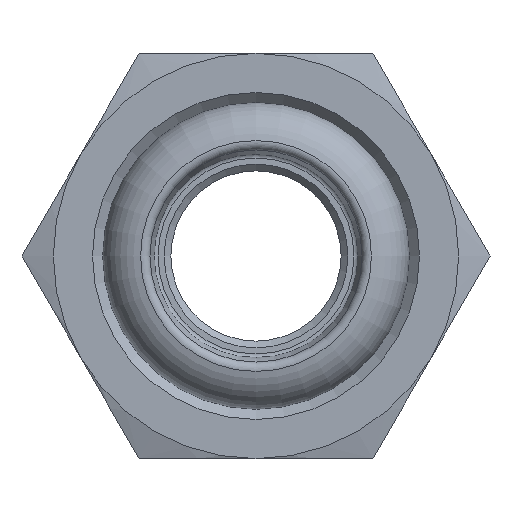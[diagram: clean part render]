
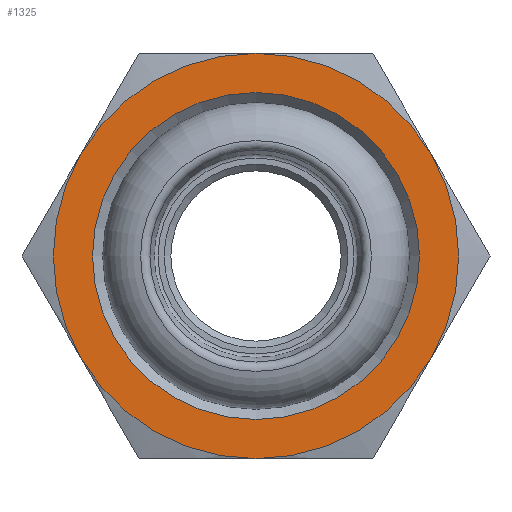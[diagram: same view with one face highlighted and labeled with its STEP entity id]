
A CAD part, front view. The second image highlights one B-rep face of the part: STEP entity #1325.
In plain terms, the highlighted planar face has unit normal (0, -1, 0).
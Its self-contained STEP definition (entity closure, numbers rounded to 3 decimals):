
#105=FACE_BOUND('',#360,.T.);
#123=PLANE('',#1491);
#268=FACE_OUTER_BOUND('',#359,.T.);
#359=EDGE_LOOP('',(#1059,#1060,#1061,#1062,#1063,#1064));
#360=EDGE_LOOP('',(#1065));
#469=CIRCLE('',#1490,12.1);
#470=CIRCLE('',#1492,15.);
#471=CIRCLE('',#1493,15.);
#472=CIRCLE('',#1494,15.);
#473=CIRCLE('',#1495,15.);
#474=CIRCLE('',#1496,15.);
#475=CIRCLE('',#1497,15.);
#596=VERTEX_POINT('',#2301);
#597=VERTEX_POINT('',#2305);
#598=VERTEX_POINT('',#2306);
#599=VERTEX_POINT('',#2308);
#600=VERTEX_POINT('',#2310);
#601=VERTEX_POINT('',#2312);
#602=VERTEX_POINT('',#2314);
#762=EDGE_CURVE('',#596,#596,#469,.T.);
#764=EDGE_CURVE('',#597,#598,#470,.T.);
#765=EDGE_CURVE('',#599,#597,#471,.T.);
#766=EDGE_CURVE('',#600,#599,#472,.T.);
#767=EDGE_CURVE('',#601,#600,#473,.T.);
#768=EDGE_CURVE('',#602,#601,#474,.T.);
#769=EDGE_CURVE('',#598,#602,#475,.T.);
#1059=ORIENTED_EDGE('',*,*,#764,.F.);
#1060=ORIENTED_EDGE('',*,*,#765,.F.);
#1061=ORIENTED_EDGE('',*,*,#766,.F.);
#1062=ORIENTED_EDGE('',*,*,#767,.F.);
#1063=ORIENTED_EDGE('',*,*,#768,.F.);
#1064=ORIENTED_EDGE('',*,*,#769,.F.);
#1065=ORIENTED_EDGE('',*,*,#762,.F.);
#1325=ADVANCED_FACE('',(#268,#105),#123,.T.);
#1490=AXIS2_PLACEMENT_3D('',#2302,#1815,#1816);
#1491=AXIS2_PLACEMENT_3D('',#2304,#1818,#1819);
#1492=AXIS2_PLACEMENT_3D('',#2307,#1820,#1821);
#1493=AXIS2_PLACEMENT_3D('',#2309,#1822,#1823);
#1494=AXIS2_PLACEMENT_3D('',#2311,#1824,#1825);
#1495=AXIS2_PLACEMENT_3D('',#2313,#1826,#1827);
#1496=AXIS2_PLACEMENT_3D('',#2315,#1828,#1829);
#1497=AXIS2_PLACEMENT_3D('',#2316,#1830,#1831);
#1815=DIRECTION('center_axis',(0.,-1.,0.));
#1816=DIRECTION('ref_axis',(0.,0.,
1.));
#1818=DIRECTION('center_axis',(0.,-1.,0.));
#1819=DIRECTION('ref_axis',(0.,0.,
1.));
#1820=DIRECTION('center_axis',(0.,1.,0.));
#1821=DIRECTION('ref_axis',(0.,0.,
-1.));
#1822=DIRECTION('center_axis',(0.,1.,0.));
#1823=DIRECTION('ref_axis',(0.,0.,
-1.));
#1824=DIRECTION('center_axis',(0.,1.,0.));
#1825=DIRECTION('ref_axis',(0.,0.,
-1.));
#1826=DIRECTION('center_axis',(0.,1.,0.));
#1827=DIRECTION('ref_axis',(0.,0.,
-1.));
#1828=DIRECTION('center_axis',(0.,1.,0.));
#1829=DIRECTION('ref_axis',(0.,0.,
-1.));
#1830=DIRECTION('center_axis',(0.,1.,0.));
#1831=DIRECTION('ref_axis',(0.,0.,
-1.));
#2301=CARTESIAN_POINT('',(0.,21.405,-12.1));
#2302=CARTESIAN_POINT('Origin',(0.,21.405,0.));
#2304=CARTESIAN_POINT('Origin',(0.,21.405,-13.05));
#2305=CARTESIAN_POINT('',(0.,21.405,-15.));
#2306=CARTESIAN_POINT('',(-12.99,21.405,-7.5));
#2307=CARTESIAN_POINT('Origin',(0.,21.405,0.));
#2308=CARTESIAN_POINT('',(12.99,21.405,-7.5));
#2309=CARTESIAN_POINT('Origin',(0.,21.405,0.));
#2310=CARTESIAN_POINT('',(12.99,21.405,7.5));
#2311=CARTESIAN_POINT('Origin',(0.,21.405,0.));
#2312=CARTESIAN_POINT('',(0.,21.405,15.));
#2313=CARTESIAN_POINT('Origin',(0.,21.405,0.));
#2314=CARTESIAN_POINT('',(-12.99,21.405,7.5));
#2315=CARTESIAN_POINT('Origin',(0.,21.405,0.));
#2316=CARTESIAN_POINT('Origin',(0.,21.405,0.));
